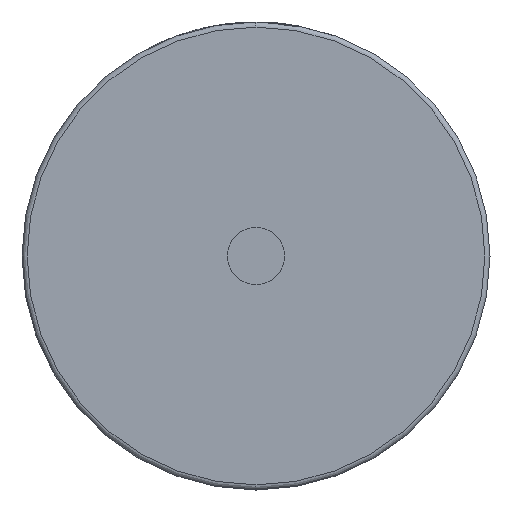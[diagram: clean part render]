
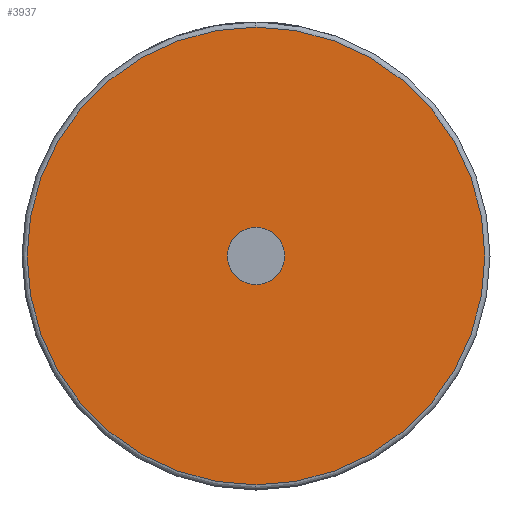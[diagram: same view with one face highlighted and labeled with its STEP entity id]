
A CAD part, left-side view. The second image highlights one B-rep face of the part: STEP entity #3937.
In plain terms, the highlighted planar face has unit normal (-1, 0, 0).
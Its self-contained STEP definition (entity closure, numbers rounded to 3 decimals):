
#178 = AXIS2_PLACEMENT_3D ( 'NONE', #1357, #3738, #2465 ) ;
#329 = DIRECTION ( 'NONE',  ( -1., 0., 0. ) ) ;
#447 = CIRCLE ( 'NONE', #1757, 2.235 ) ;
#465 = FACE_BOUND ( 'NONE', #1750, .T. ) ;
#466 = CARTESIAN_POINT ( 'NONE',  ( 0., 0., 0. ) ) ;
#870 = EDGE_CURVE ( 'NONE', #3496, #2500, #3893, .T. ) ;
#873 = DIRECTION ( 'NONE',  ( -1., 0., 0. ) ) ;
#979 = DIRECTION ( 'NONE',  ( -1., 0., 0. ) ) ;
#1128 = CARTESIAN_POINT ( 'NONE',  ( 0., 0., 0. ) ) ;
#1357 = CARTESIAN_POINT ( 'NONE',  ( 0., 0., 0. ) ) ;
#1393 = VERTEX_POINT ( 'NONE', #3853 ) ;
#1411 = ORIENTED_EDGE ( 'NONE', *, *, #4445, .F. ) ;
#1525 = DIRECTION ( 'NONE',  ( -1., 0., 0. ) ) ;
#1675 = ORIENTED_EDGE ( 'NONE', *, *, #1884, .T. ) ;
#1717 = CARTESIAN_POINT ( 'NONE',  ( 0., 0., 0.28 ) ) ;
#1750 = EDGE_LOOP ( 'NONE', ( #2321, #1411 ) ) ;
#1757 = AXIS2_PLACEMENT_3D ( 'NONE', #1128, #329, #1961 ) ;
#1884 = EDGE_CURVE ( 'NONE', #1393, #2023, #4308, .T. ) ;
#1961 = DIRECTION ( 'NONE',  ( 0., 0., -1. ) ) ;
#1994 = AXIS2_PLACEMENT_3D ( 'NONE', #4454, #979, #2532 ) ;
#2023 = VERTEX_POINT ( 'NONE', #2467 ) ;
#2321 = ORIENTED_EDGE ( 'NONE', *, *, #870, .F. ) ;
#2465 = DIRECTION ( 'NONE',  ( 0., 0., -1. ) ) ;
#2467 = CARTESIAN_POINT ( 'NONE',  ( 0., 0., 2.235 ) ) ;
#2479 = DIRECTION ( 'NONE',  ( 0., 0., -1. ) ) ;
#2500 = VERTEX_POINT ( 'NONE', #1717 ) ;
#2532 = DIRECTION ( 'NONE',  ( 0., 0., -1. ) ) ;
#2601 = AXIS2_PLACEMENT_3D ( 'NONE', #4549, #1525, #2479 ) ;
#2647 = ORIENTED_EDGE ( 'NONE', *, *, #4587, .T. ) ;
#2662 = CARTESIAN_POINT ( 'NONE',  ( 0., 0., -0.28 ) ) ;
#3496 = VERTEX_POINT ( 'NONE', #2662 ) ;
#3567 = PLANE ( 'NONE',  #178 ) ;
#3738 = DIRECTION ( 'NONE',  ( 1., 0., 0. ) ) ;
#3774 = EDGE_LOOP ( 'NONE', ( #1675, #2647 ) ) ;
#3853 = CARTESIAN_POINT ( 'NONE',  ( 0., 0., -2.235 ) ) ;
#3893 = CIRCLE ( 'NONE', #2601, 0.28 ) ;
#3937 = ADVANCED_FACE ( 'NONE', ( #3949, #465 ), #3567, .F. ) ;
#3949 = FACE_OUTER_BOUND ( 'NONE', #3774, .T. ) ;
#4308 = CIRCLE ( 'NONE', #4379, 2.235 ) ;
#4379 = AXIS2_PLACEMENT_3D ( 'NONE', #466, #873, #4704 ) ;
#4445 = EDGE_CURVE ( 'NONE', #2500, #3496, #4797, .T. ) ;
#4454 = CARTESIAN_POINT ( 'NONE',  ( 0., 0., 0. ) ) ;
#4549 = CARTESIAN_POINT ( 'NONE',  ( 0., 0., 0. ) ) ;
#4587 = EDGE_CURVE ( 'NONE', #2023, #1393, #447, .T. ) ;
#4704 = DIRECTION ( 'NONE',  ( 0., 0., -1. ) ) ;
#4797 = CIRCLE ( 'NONE', #1994, 0.28 ) ;
